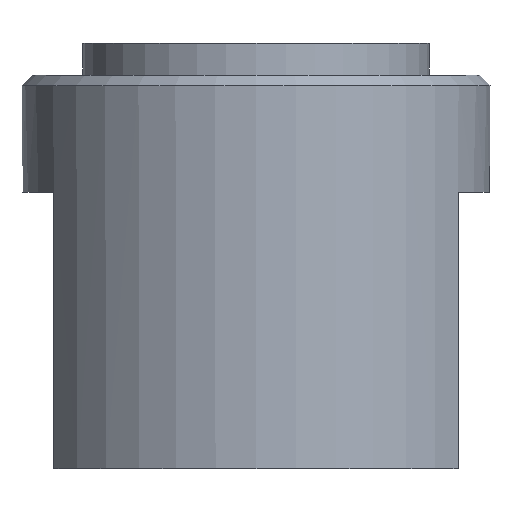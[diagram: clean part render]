
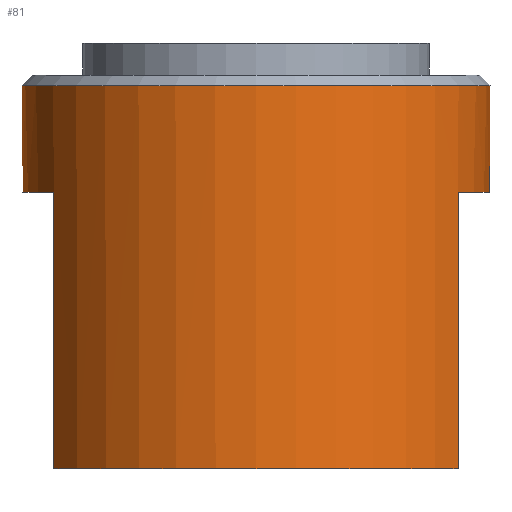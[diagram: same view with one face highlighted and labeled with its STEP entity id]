
A CAD part, front view. The second image highlights one B-rep face of the part: STEP entity #81.
In plain terms, the highlighted cylindrical face has radius 11 mm (diameter 22 mm), a full revolution.
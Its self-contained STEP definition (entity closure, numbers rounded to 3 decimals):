
#81 = ADVANCED_FACE( '', ( #105, #106 ), #107, .T. );
#105 = FACE_OUTER_BOUND( '', #136, .T. );
#106 = FACE_OUTER_BOUND( '', #137, .T. );
#107 = CYLINDRICAL_SURFACE( '', #138, 11. );
#136 = EDGE_LOOP( '', ( #179 ) );
#137 = EDGE_LOOP( '', ( #180, #181, #182, #183, #184, #185, #186, #187 ) );
#138 = AXIS2_PLACEMENT_3D( '', #188, #189, #190 );
#179 = ORIENTED_EDGE( '', *, *, #225, .T. );
#180 = ORIENTED_EDGE( '', *, *, #230, .F. );
#181 = ORIENTED_EDGE( '', *, *, #231, .T. );
#182 = ORIENTED_EDGE( '', *, *, #232, .F. );
#183 = ORIENTED_EDGE( '', *, *, #233, .T. );
#184 = ORIENTED_EDGE( '', *, *, #234, .F. );
#185 = ORIENTED_EDGE( '', *, *, #235, .T. );
#186 = ORIENTED_EDGE( '', *, *, #236, .F. );
#187 = ORIENTED_EDGE( '', *, *, #237, .T. );
#188 = CARTESIAN_POINT( '', ( 0., 0., 13. ) );
#189 = DIRECTION( '', ( 0., 0., 1. ) );
#190 = DIRECTION( '', ( -1., 0., 0. ) );
#225 = EDGE_CURVE( '', #246, #246, #247, .F. );
#230 = EDGE_CURVE( '', #254, #255, #256, .F. );
#231 = EDGE_CURVE( '', #254, #257, #258, .T. );
#232 = EDGE_CURVE( '', #259, #257, #260, .T. );
#233 = EDGE_CURVE( '', #259, #261, #262, .T. );
#234 = EDGE_CURVE( '', #263, #261, #264, .F. );
#235 = EDGE_CURVE( '', #263, #265, #266, .T. );
#236 = EDGE_CURVE( '', #267, #265, #268, .T. );
#237 = EDGE_CURVE( '', #267, #255, #269, .T. );
#246 = VERTEX_POINT( '', #278 );
#247 = CIRCLE( '', #279, 11. );
#254 = VERTEX_POINT( '', #286 );
#255 = VERTEX_POINT( '', #287 );
#256 = LINE( '', #288, #289 );
#257 = VERTEX_POINT( '', #290 );
#258 = CIRCLE( '', #291, 11. );
#259 = VERTEX_POINT( '', #292 );
#260 = LINE( '', #293, #294 );
#261 = VERTEX_POINT( '', #295 );
#262 = CIRCLE( '', #296, 11. );
#263 = VERTEX_POINT( '', #297 );
#264 = LINE( '', #298, #299 );
#265 = VERTEX_POINT( '', #300 );
#266 = CIRCLE( '', #301, 11. );
#267 = VERTEX_POINT( '', #302 );
#268 = LINE( '', #303, #304 );
#269 = CIRCLE( '', #305, 11. );
#278 = CARTESIAN_POINT( '', ( 11., 0., 18. ) );
#279 = AXIS2_PLACEMENT_3D( '', #320, #321, #322 );
#286 = CARTESIAN_POINT( '', ( 9.5, 5.545, 0. ) );
#287 = CARTESIAN_POINT( '', ( 9.5, 5.545, 13. ) );
#288 = CARTESIAN_POINT( '', ( 9.5, 5.545, 13. ) );
#289 = VECTOR( '', #332, 1000. );
#290 = CARTESIAN_POINT( '', ( -9.5, 5.545, 0. ) );
#291 = AXIS2_PLACEMENT_3D( '', #333, #334, #335 );
#292 = CARTESIAN_POINT( '', ( -9.5, 5.545, 13. ) );
#293 = CARTESIAN_POINT( '', ( -9.5, 5.545, 13. ) );
#294 = VECTOR( '', #336, 1000. );
#295 = CARTESIAN_POINT( '', ( -9.5, -5.545, 13. ) );
#296 = AXIS2_PLACEMENT_3D( '', #337, #338, #339 );
#297 = CARTESIAN_POINT( '', ( -9.5, -5.545, 0. ) );
#298 = CARTESIAN_POINT( '', ( -9.5, -5.545, 13. ) );
#299 = VECTOR( '', #340, 1000. );
#300 = CARTESIAN_POINT( '', ( 9.5, -5.545, 0. ) );
#301 = AXIS2_PLACEMENT_3D( '', #341, #342, #343 );
#302 = CARTESIAN_POINT( '', ( 9.5, -5.545, 13. ) );
#303 = CARTESIAN_POINT( '', ( 9.5, -5.545, 13. ) );
#304 = VECTOR( '', #344, 1000. );
#305 = AXIS2_PLACEMENT_3D( '', #345, #346, #347 );
#320 = CARTESIAN_POINT( '', ( 0., 0., 18. ) );
#321 = DIRECTION( '', ( 0., 0., 1. ) );
#322 = DIRECTION( '', ( 1., 0., 0. ) );
#332 = DIRECTION( '', ( 0., 0., -1. ) );
#333 = CARTESIAN_POINT( '', ( 0., 0., 0. ) );
#334 = DIRECTION( '', ( 0., 0., 1. ) );
#335 = DIRECTION( '', ( 1., 0., 0. ) );
#336 = DIRECTION( '', ( 0., 0., -1. ) );
#337 = CARTESIAN_POINT( '', ( 0., 0., 13. ) );
#338 = DIRECTION( '', ( 0., 0., 1. ) );
#339 = DIRECTION( '', ( 0., 1., 0. ) );
#340 = DIRECTION( '', ( 0., 0., -1. ) );
#341 = CARTESIAN_POINT( '', ( 0., 0., 0. ) );
#342 = DIRECTION( '', ( 0., 0., 1. ) );
#343 = DIRECTION( '', ( 1., 0., 0. ) );
#344 = DIRECTION( '', ( 0., 0., -1. ) );
#345 = CARTESIAN_POINT( '', ( 0., 0., 13. ) );
#346 = DIRECTION( '', ( 0., 0., 1. ) );
#347 = DIRECTION( '', ( 0., 1., 0. ) );
